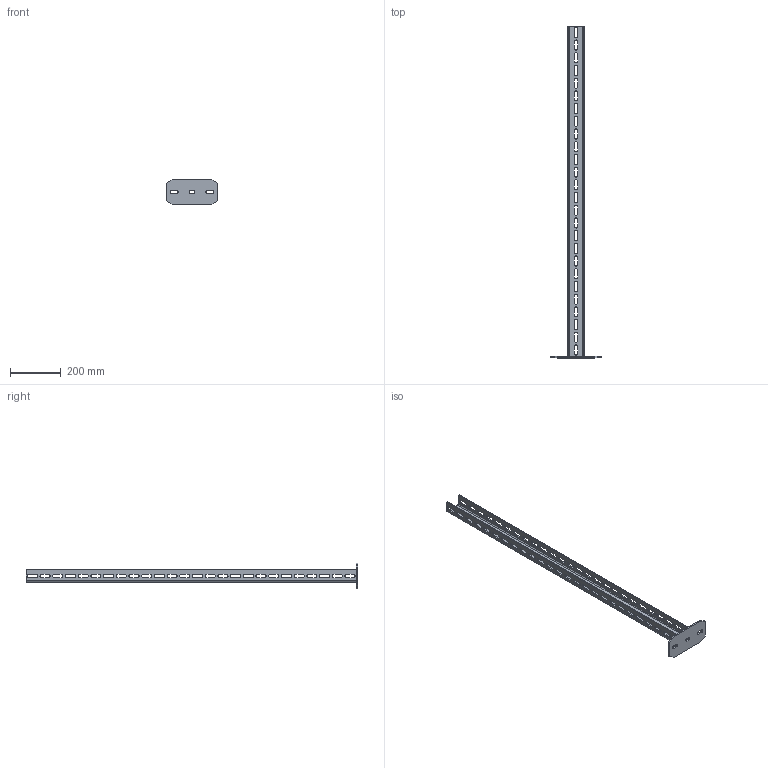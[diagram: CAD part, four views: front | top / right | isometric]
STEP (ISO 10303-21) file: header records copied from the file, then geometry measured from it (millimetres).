
FILE_DESCRIPTION((''),'2;1');
FILE_NAME('6339212','2012-07-23T',('AndreasKeweloh'),(''),'PRO/ENGINEER BY PARAMETRIC TECHNOLOGY CORPORATION, 2012130','PRO/ENGINEER BY PARAMETRIC TECHNOLOGY CORPORATION, 2012130','');
FILE_SCHEMA(('CONFIG_CONTROL_DESIGN'));
Length unit declared in the file: millimetre
Products named in the file (1): 6339212
Bounding box: 200 x 1306.5 x 100 mm (x, y, z)
Volume: 772902 mm3; surface area: 408879.6 mm2
Topology: 1 solids, 1 shells, 347 faces, 1032 edges, 688 vertices
Faces by surface type: plane 181, cylinder 166
Entity records: 12080 total; most frequent: CARTESIAN_POINT 2067, ORIENTED_EDGE 2064, DIRECTION 2058, EDGE_CURVE 1032, VECTOR 700, LINE 700, VERTEX_POINT 688, AXIS2_PLACEMENT_3D 679
